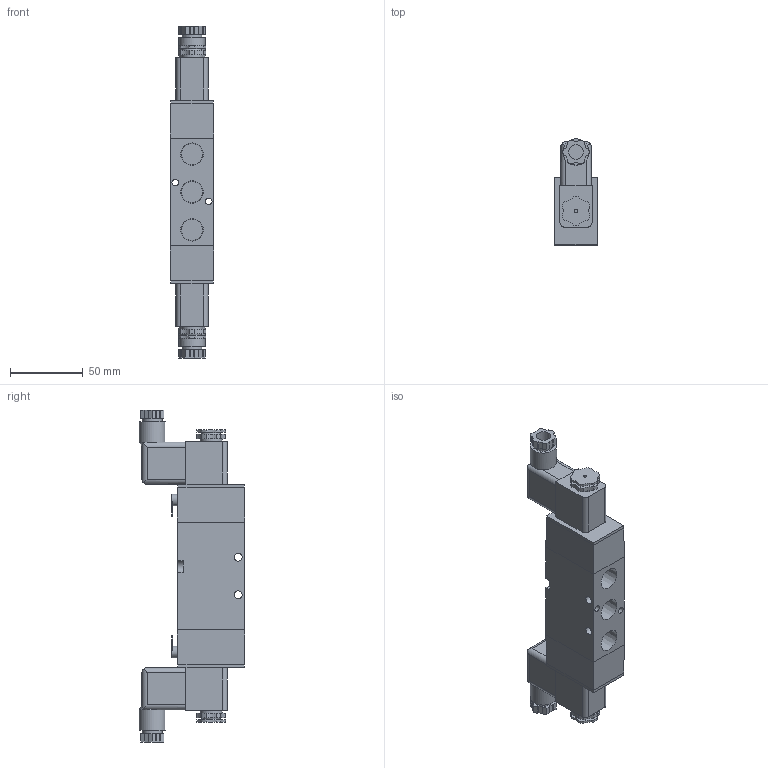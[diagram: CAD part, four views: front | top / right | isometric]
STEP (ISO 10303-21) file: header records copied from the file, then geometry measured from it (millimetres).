
FILE_DESCRIPTION(/* description */ ('STEP AP203'),/* implementation_level */ '2;1');
FILE_NAME(/* name */ 'MVSC-300-4E2-AC220-G',/* time_stamp */ '2024-05-27T11:54:09+02:00',/* author */ ('License CC BY-ND 4.0'),/* organization */ ('CADENAS'),/* preprocessor_version */ 'ST-DEVELOPER v19.3',/* originating_system */ 'PARTsolutions',/* authorisation */ ' ');
FILE_SCHEMA (('CONFIG_CONTROL_DESIGN'));
Length unit declared in the file: millimetre
Products named in the file (1): MVSC-300-4E2-AC220-G
Bounding box: 30 x 72.7 x 228 mm (x, y, z)
Volume: 243010.7 mm3; surface area: 44411.8 mm2
Topology: 1 solids, 1 shells, 270 faces, 696 edges, 457 vertices
Faces by surface type: plane 169, cylinder 92, cone 7, torus 2
Full cylindrical faces by diameter (mm): 2.5 x2, 4.5 x2, 5.5 x2, 5.6 x2, 7 x2, 8 x2, 10 x2, 13.5 x2, 15 x2, 18 x2
Entity records: 8096 total; most frequent: CARTESIAN_POINT 1429, DIRECTION 1400, ORIENTED_EDGE 1324, EDGE_CURVE 662, AXIS2_PLACEMENT_3D 473, LINE 454, VECTOR 454, VERTEX_POINT 450
